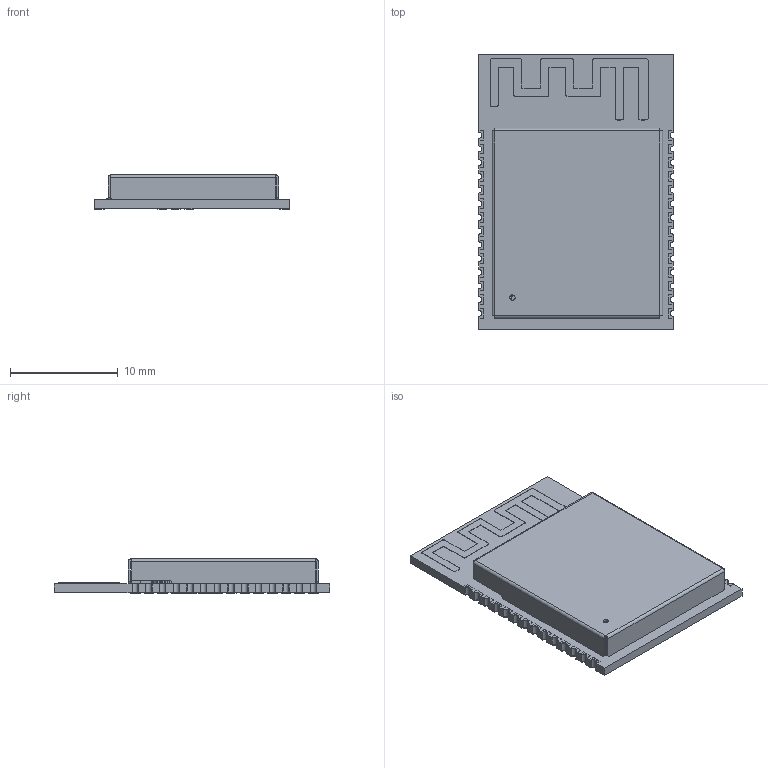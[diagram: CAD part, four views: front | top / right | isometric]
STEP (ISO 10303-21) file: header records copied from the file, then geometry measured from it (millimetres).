
FILE_DESCRIPTION (( 'STEP AP214' ), '1' );
FILE_NAME ('ESP32-C6-WROOM-1_V1.STEP', '2023-07-26T13:06:57', ( 'Windows User' ), ( 'P R C' ), 'SwSTEP 2.0', 'SolidWorks 2022', '' );
FILE_SCHEMA (( 'AUTOMOTIVE_DESIGN' ));
Length unit declared in the file: millimetre
Products named in the file (33): DesignRootModel; ESP32-C6-WROOM-1_V1; Submodel-D__3D_design_ESP32-C6_module_module_ESP32-C6-WROOM-1-3D_PCB_ESP32-C6-WROOM-1_V1.2_20220909_PCB_3D_ImportedPartModels_L0201_20210301.STEP; C0402_20210301.xtd; Submodel-D__3D_design_ESP32-C6_module_module_ESP32-C6-WROOM-1-3D_PCB_ESP32-C6-WROOM-1_V1.2_20220909_PCB_3D_ImportedPartModels_C0402_20210301.STEP; Submodel-QFN40_0P4_5_E3P3_part_QFN40_0P4_5_E3P3; Submodel-D__3D_design_ESP32-C6_module_module_ESP32-C6-WROOM-1-3D_PCB_ESP32-C6-WROOM-1_V1.2_20220909_PCB_3D_ImportedPartModels_MINI-ANT-TYPEB.STEP; C0201_20210301.xtd; Submodel-D__3D_design_ESP32-C6_module_module_ESP32-C6-WROOM-1-3D_PCB_ESP32-C6-WROOM-1_V1.2_20220909_PCB_3D_ImportedPartModels_DFN1006.STEP; Submodel-SOD882_part_SOD882; Imported; Submodel-SOP8_1P27_6P6_part_SOP8_1P27_6P6; Submodel-C0402_part_C0402; XTAL3225_20210301.xtd; Submodel-D__3D_design_ESP32-C6_module_module_ESP32-C6-WROOM-1-3D_PCB_ESP32-C6-WROOM-1_V1.2_20220909_PCB_3D_ImportedPartModels_SOP8_rev1_20210308.STEP; DFN1006.xtd; Submodel-D__3D_design_ESP32-C6_module_module_ESP32-C6-WROOM-1-3D_PCB_ESP32-C6-WROOM-1_V1.2_20220909_PCB_3D_ImportedPartModels_R0201_20210301.STEP; pad; Submodel-L0201_part_L0201; Submodel-D__3D_design_ESP32-C6_module_module_ESP32-C6-WROOM-1-3D_PCB_ESP32-C6-WROOM-1_V1.2_20220909_PCB_3D_ImportedPartModels_C0201_20210301.STEP; Submodel-D__3D_design_ESP32-C6_module_module_ESP32-C6-WROOM-1-3D_PCB_ESP32-C6-WROOM-1_V1.2_20220909_PCB_3D_ImportedPartModels_ESP32-C6_QFN40_5X5_202306.STEP; Submodel-R0201_part_R0201; Submodel-XTAL3225_part_XTAL3225; ESP32-WROOM-32D_shielding_case_; Submodel-D__3D_design_ESP32-C6_module_module_ESP32-C6-WROOM-1-3D_PCB_ESP32-C6-WROOM-1_V1.2_20220909_PCB_3D_ImportedPartModels_XTAL3225_20210301.STEP; uid__2428; SOP8_rev1_20210308.xtd; L0201_20210301.xtd; Submodel-MINI-ANT-TYPEB_part_MINI-ANT-TYPEB; MINI-ANT-TYPEB.STEP; Submodel-C0201_part_C0201; ESP32-C6_QFN40_5X5_202306.xtd; R0201_20210301.xtd
Assembly tree (80 placements, depth 5):
  ESP32-C6-WROOM-1_V1
    DesignRootModel
      uid__2428
      Submodel-MINI-ANT-TYPEB_part_MINI-ANT-TYPEB
        Submodel-D__3D_design_ESP32-C6_module_module_ESP32-C6-WROOM-1-3D_PCB_ESP32-C6-WROOM-1_V1.2_20220909_PCB_3D_ImportedPartModels_MINI-ANT-TYPEB.STEP
          MINI-ANT-TYPEB.STEP
      Submodel-R0201_part_R0201  x9
        Submodel-D__3D_design_ESP32-C6_module_module_ESP32-C6-WROOM-1-3D_PCB_ESP32-C6-WROOM-1_V1.2_20220909_PCB_3D_ImportedPartModels_R0201_20210301.STEP
          R0201_20210301.xtd
      Submodel-QFN40_0P4_5_E3P3_part_QFN40_0P4_5_E3P3
        Submodel-D__3D_design_ESP32-C6_module_module_ESP32-C6-WROOM-1-3D_PCB_ESP32-C6-WROOM-1_V1.2_20220909_PCB_3D_ImportedPartModels_ESP32-C6_QFN40_5X5_202306.STEP
          ESP32-C6_QFN40_5X5_202306.xtd
      Submodel-XTAL3225_part_XTAL3225
        Submodel-D__3D_design_ESP32-C6_module_module_ESP32-C6-WROOM-1-3D_PCB_ESP32-C6-WROOM-1_V1.2_20220909_PCB_3D_ImportedPartModels_XTAL3225_20210301.STEP
          XTAL3225_20210301.xtd
      Submodel-SOP8_1P27_6P6_part_SOP8_1P27_6P6
        Submodel-D__3D_design_ESP32-C6_module_module_ESP32-C6-WROOM-1-3D_PCB_ESP32-C6-WROOM-1_V1.2_20220909_PCB_3D_ImportedPartModels_SOP8_rev1_20210308.STEP
          SOP8_rev1_20210308.xtd
      Submodel-L0201_part_L0201  x2
        Submodel-D__3D_design_ESP32-C6_module_module_ESP32-C6-WROOM-1-3D_PCB_ESP32-C6-WROOM-1_V1.2_20220909_PCB_3D_ImportedPartModels_L0201_20210301.STEP
          L0201_20210301.xtd
      Submodel-SOD882_part_SOD882
        Submodel-D__3D_design_ESP32-C6_module_module_ESP32-C6-WROOM-1-3D_PCB_ESP32-C6-WROOM-1_V1.2_20220909_PCB_3D_ImportedPartModels_DFN1006.STEP
          DFN1006.xtd
      Submodel-C0402_part_C0402
        Submodel-D__3D_design_ESP32-C6_module_module_ESP32-C6-WROOM-1-3D_PCB_ESP32-C6-WROOM-1_V1.2_20220909_PCB_3D_ImportedPartModels_C0402_20210301.STEP
          C0402_20210301.xtd
      Submodel-C0201_part_C0201  x13
        Submodel-D__3D_design_ESP32-C6_module_module_ESP32-C6-WROOM-1-3D_PCB_ESP32-C6-WROOM-1_V1.2_20220909_PCB_3D_ImportedPartModels_C0201_20210301.STEP
          C0201_20210301.xtd
    Imported
    pad  x28
    ESP32-WROOM-32D_shielding_case_
Bounding box: 18 x 25.5 x 3.17 mm (x, y, z)
Volume: 520.8 mm3; surface area: 2308.6 mm2
Topology: 207 solids, 208 shells, 3327 faces, 8239 edges, 5258 vertices
Faces by surface type: plane 2153, cylinder 976, bspline 198
Entity records: 90845 total; most frequent: CARTESIAN_POINT 15434, DIRECTION 10633, ORIENTED_EDGE 10438, EDGE_CURVE 5219, VECTOR 3759, LINE 3759, AXIS2_PLACEMENT_3D 3437, VERTEX_POINT 3434
